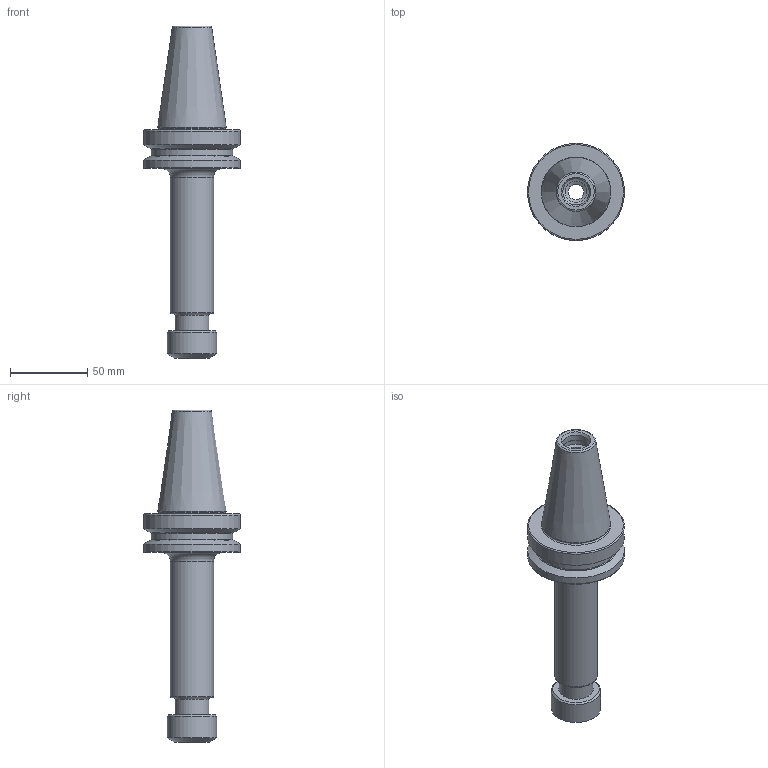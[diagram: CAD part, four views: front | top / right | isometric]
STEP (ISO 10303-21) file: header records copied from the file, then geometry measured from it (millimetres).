
FILE_DESCRIPTION(/* description */ (''),/* implementation_level */ '2;1');
FILE_NAME(/* name */ 'BT40BER16150M_LWM.stp',/* time_stamp */ '2021-04-14T15:23:07+06:00',/* author */ (''),/* organization */ (''),/* preprocessor_version */ 'ST-DEVELOPER v16.7',/* originating_system */ 'SIEMENS PLM Software NX 12.0',/* authorisation */ '');
FILE_SCHEMA (('AUTOMOTIVE_DESIGN { 1 0 10303 214 3 1 1 1 }'));
Length unit declared in the file: millimetre
Products named in the file (1): BT40BER16150M_LWM
Bounding box: 62.98 x 62.98 x 215.4 mm (x, y, z)
Volume: 186639.1 mm3; surface area: 39330.4 mm2
Topology: 2 solids, 2 shells, 58 faces, 124 edges, 78 vertices
Faces by surface type: cone 16, cylinder 16, plane 13, torus 13
Full cylindrical faces by diameter (mm): 10.185 x1, 11.5 x1, 14.023 x1, 17.014 x1, 17.6 x1, 20.526 x1, 21.85 x1, 23 x1, 28 x1, 32 x1, 53 x1, 62.975 x2
Entity records: 1353 total; most frequent: DIRECTION 250, CARTESIAN_POINT 239, ORIENTED_EDGE 138, AXIS2_PLACEMENT_3D 123, EDGE_LOOP 110, FACE_BOUND 104, EDGE_CURVE 69, VERTEX_POINT 63
